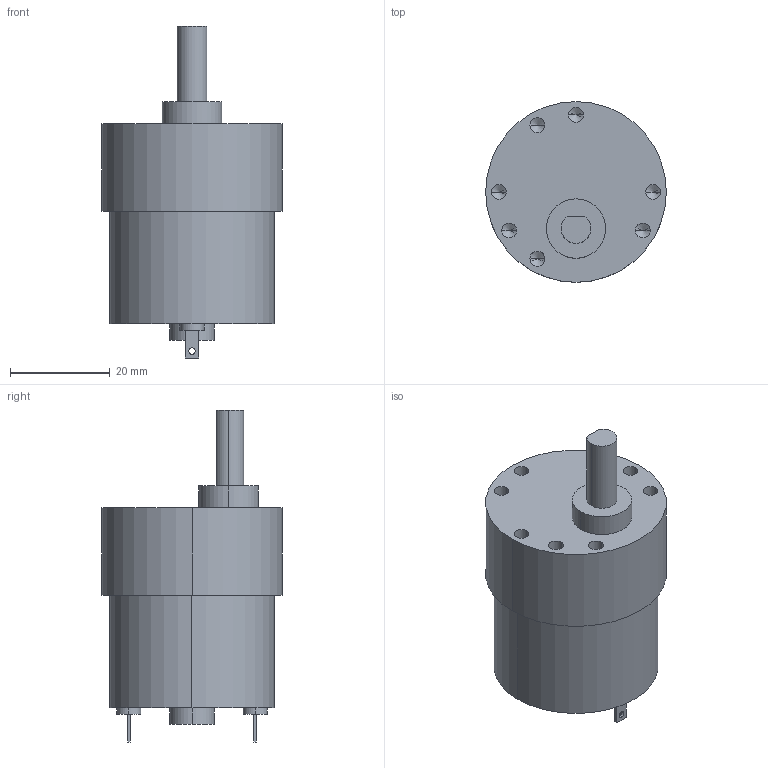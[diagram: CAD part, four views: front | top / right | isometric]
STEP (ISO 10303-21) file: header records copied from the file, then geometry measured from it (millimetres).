
FILE_DESCRIPTION (( 'STEP AP203' ), '1' );
FILE_NAME ('ROB-12532.STEP', '2014-12-04T18:22:45', ( '' ), ( '' ), 'SwSTEP 2.0', 'SolidWorks 2014', '' );
FILE_SCHEMA (( 'CONFIG_CONTROL_DESIGN' ));
Length unit declared in the file: inch
Products named in the file (1): ROB-12532
Bounding box: 36.32 x 36.32 x 66.73 mm (x, y, z)
Volume: 38304.8 mm3; surface area: 7762.9 mm2
Topology: 1 solids, 1 shells, 66 faces, 154 edges, 91 vertices
Faces by surface type: cylinder 33, plane 19, cone 14
Entity records: 1881 total; most frequent: DIRECTION 340, CARTESIAN_POINT 298, ORIENTED_EDGE 280, EDGE_CURVE 140, AXIS2_PLACEMENT_3D 133, VERTEX_POINT 91, EDGE_LOOP 85, VECTOR 74
